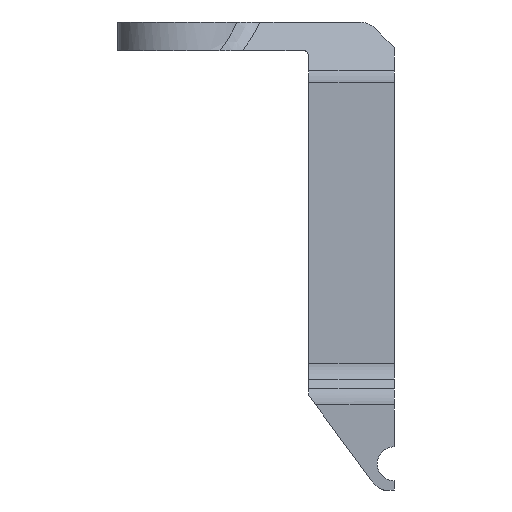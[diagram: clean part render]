
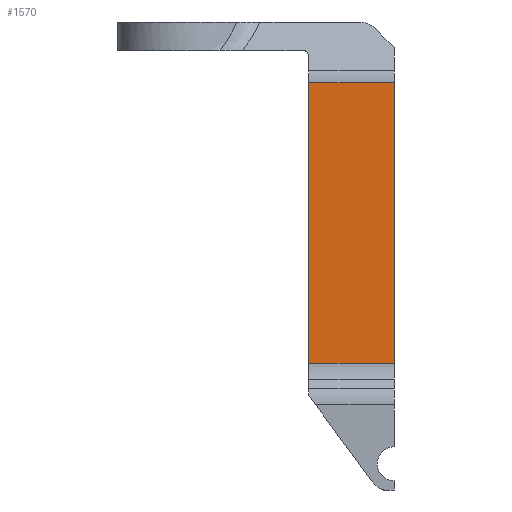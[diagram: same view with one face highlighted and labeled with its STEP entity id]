
A CAD part, left-side view. The second image highlights one B-rep face of the part: STEP entity #1570.
In plain terms, the highlighted planar face has unit normal (-1, 0, 0).
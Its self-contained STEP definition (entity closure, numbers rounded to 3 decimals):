
#27 = EDGE_CURVE ( 'NONE', #1033, #80, #1389, .T. ) ;
#80 = VERTEX_POINT ( 'NONE', #1578 ) ;
#91 = CARTESIAN_POINT ( 'NONE',  ( -8., 5., 13.421 ) ) ;
#169 = CARTESIAN_POINT ( 'NONE',  ( -8., 5., -11.172 ) ) ;
#213 = CARTESIAN_POINT ( 'NONE',  ( -8., 5., 0. ) ) ;
#235 = DIRECTION ( 'NONE',  ( 1., 0., 0. ) ) ;
#294 = PLANE ( 'NONE',  #580 ) ;
#371 = DIRECTION ( 'NONE',  ( 0., 0., 1. ) ) ;
#423 = EDGE_CURVE ( 'NONE', #900, #1597, #745, .T. ) ;
#431 = VECTOR ( 'NONE', #371, 1000. ) ;
#533 = CARTESIAN_POINT ( 'NONE',  ( -8., -2.5, -11.172 ) ) ;
#580 = AXIS2_PLACEMENT_3D ( 'NONE', #815, #235, #1341 ) ;
#613 = DIRECTION ( 'NONE',  ( 0., 1., 0. ) ) ;
#647 = DIRECTION ( 'NONE',  ( 0., -1., 0. ) ) ;
#678 = VECTOR ( 'NONE', #647, 1000. ) ;
#745 = LINE ( 'NONE', #1541, #431 ) ;
#762 = EDGE_LOOP ( 'NONE', ( #1476, #830, #816, #1568 ) ) ;
#779 = EDGE_CURVE ( 'NONE', #1597, #80, #1555, .T. ) ;
#795 = LINE ( 'NONE', #1157, #678 ) ;
#815 = CARTESIAN_POINT ( 'NONE',  ( -8., 5., 0. ) ) ;
#816 = ORIENTED_EDGE ( 'NONE', *, *, #779, .T. ) ;
#830 = ORIENTED_EDGE ( 'NONE', *, *, #423, .T. ) ;
#900 = VERTEX_POINT ( 'NONE', #533 ) ;
#945 = FACE_OUTER_BOUND ( 'NONE', #762, .T. ) ;
#1032 = CARTESIAN_POINT ( 'NONE',  ( -8., -2.5, 13.421 ) ) ;
#1033 = VERTEX_POINT ( 'NONE', #169 ) ;
#1157 = CARTESIAN_POINT ( 'NONE',  ( -8., -5., -11.172 ) ) ;
#1251 = EDGE_CURVE ( 'NONE', #1033, #900, #795, .T. ) ;
#1341 = DIRECTION ( 'NONE',  ( 0., 0., -1. ) ) ;
#1389 = LINE ( 'NONE', #213, #1443 ) ;
#1443 = VECTOR ( 'NONE', #1457, 1000. ) ;
#1457 = DIRECTION ( 'NONE',  ( 0., 0., 1. ) ) ;
#1476 = ORIENTED_EDGE ( 'NONE', *, *, #1251, .T. ) ;
#1541 = CARTESIAN_POINT ( 'NONE',  ( -8., -2.5, 0. ) ) ;
#1555 = LINE ( 'NONE', #91, #1700 ) ;
#1568 = ORIENTED_EDGE ( 'NONE', *, *, #27, .F. ) ;
#1570 = ADVANCED_FACE ( 'NONE', ( #945 ), #294, .F. ) ;
#1578 = CARTESIAN_POINT ( 'NONE',  ( -8., 5., 13.421 ) ) ;
#1597 = VERTEX_POINT ( 'NONE', #1032 ) ;
#1700 = VECTOR ( 'NONE', #613, 1000. ) ;
